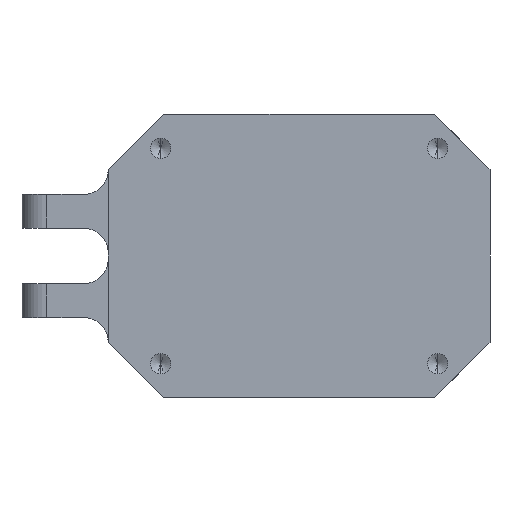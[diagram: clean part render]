
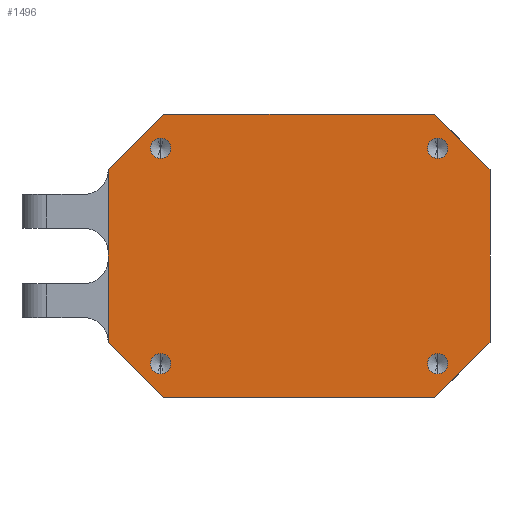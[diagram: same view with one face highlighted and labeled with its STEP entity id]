
A CAD part, front view. The second image highlights one B-rep face of the part: STEP entity #1496.
In plain terms, the highlighted planar face has unit normal (0, -1, 0).
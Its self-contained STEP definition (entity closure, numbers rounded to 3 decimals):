
#9 = ORIENTED_EDGE ( 'NONE', *, *, #939, .F. ) ;
#13 = CARTESIAN_POINT ( 'NONE',  ( -8.5, 0., -15.85 ) ) ;
#14 = ORIENTED_EDGE ( 'NONE', *, *, #522, .F. ) ;
#22 = EDGE_CURVE ( 'NONE', #491, #1497, #996, .T. ) ;
#29 = EDGE_CURVE ( 'NONE', #1029, #147, #587, .T. ) ;
#53 = CARTESIAN_POINT ( 'NONE',  ( -62., 0., -14. ) ) ;
#64 = EDGE_CURVE ( 'NONE', #1227, #1064, #114, .T. ) ;
#88 = EDGE_CURVE ( 'NONE', #706, #491, #1908, .T. ) ;
#90 = ORIENTED_EDGE ( 'NONE', *, *, #64, .T. ) ;
#100 = CARTESIAN_POINT ( 'NONE',  ( -8.5, 0., 17.5 ) ) ;
#114 = LINE ( 'NONE', #1199, #1079 ) ;
#138 = EDGE_CURVE ( 'NONE', #1064, #1555, #1267, .T. ) ;
#142 = CARTESIAN_POINT ( 'NONE',  ( -53.5, 0., -17.5 ) ) ;
#144 = EDGE_CURVE ( 'NONE', #323, #841, #1338, .T. ) ;
#147 = VERTEX_POINT ( 'NONE', #1022 ) ;
#187 = EDGE_LOOP ( 'NONE', ( #1152, #747 ) ) ;
#198 = CARTESIAN_POINT ( 'NONE',  ( -9., 0., 23. ) ) ;
#202 = VECTOR ( 'NONE', #1028, 1000. ) ;
#233 = CARTESIAN_POINT ( 'NONE',  ( 0., 0., -14. ) ) ;
#236 = AXIS2_PLACEMENT_3D ( 'NONE', #1217, #2012, #562 ) ;
#238 = ORIENTED_EDGE ( 'NONE', *, *, #88, .T. ) ;
#268 = AXIS2_PLACEMENT_3D ( 'NONE', #1542, #1387, #1237 ) ;
#277 = ORIENTED_EDGE ( 'NONE', *, *, #144, .F. ) ;
#287 = CARTESIAN_POINT ( 'NONE',  ( -8.5, 0., 17.5 ) ) ;
#306 = VERTEX_POINT ( 'NONE', #564 ) ;
#309 = CIRCLE ( 'NONE', #1014, 1.65 ) ;
#314 = DIRECTION ( 'NONE',  ( 0., 1., 0. ) ) ;
#319 = CARTESIAN_POINT ( 'NONE',  ( 0., 0., 14. ) ) ;
#323 = VERTEX_POINT ( 'NONE', #1978 ) ;
#349 = EDGE_CURVE ( 'NONE', #1564, #1555, #1839, .T. ) ;
#373 = CARTESIAN_POINT ( 'NONE',  ( 0., 0., 23. ) ) ;
#383 = DIRECTION ( 'NONE',  ( -0.707, 0., 0.707 ) ) ;
#399 = DIRECTION ( 'NONE',  ( 0., 0., -1. ) ) ;
#446 = DIRECTION ( 'NONE',  ( 0., 0., -1. ) ) ;
#450 = EDGE_LOOP ( 'NONE', ( #749, #1276 ) ) ;
#456 = FACE_BOUND ( 'NONE', #476, .T. ) ;
#461 = DIRECTION ( 'NONE',  ( 0., 0., -1. ) ) ;
#476 = EDGE_LOOP ( 'NONE', ( #14, #277 ) ) ;
#483 = VECTOR ( 'NONE', #1012, 1000. ) ;
#491 = VERTEX_POINT ( 'NONE', #2005 ) ;
#503 = CIRCLE ( 'NONE', #876, 1.65 ) ;
#514 = ORIENTED_EDGE ( 'NONE', *, *, #29, .F. ) ;
#522 = EDGE_CURVE ( 'NONE', #841, #323, #1247, .T. ) ;
#524 = CIRCLE ( 'NONE', #268, 1.65 ) ;
#540 = ORIENTED_EDGE ( 'NONE', *, *, #349, .F. ) ;
#550 = CARTESIAN_POINT ( 'NONE',  ( -9., 0., 23. ) ) ;
#554 = DIRECTION ( 'NONE',  ( 1., 0., 0. ) ) ;
#557 = ORIENTED_EDGE ( 'NONE', *, *, #1703, .F. ) ;
#562 = DIRECTION ( 'NONE',  ( 0., 0., -1. ) ) ;
#564 = CARTESIAN_POINT ( 'NONE',  ( -53.5, 0., -15.85 ) ) ;
#566 = AXIS2_PLACEMENT_3D ( 'NONE', #287, #1667, #1053 ) ;
#586 = CARTESIAN_POINT ( 'NONE',  ( 0., 0., 23. ) ) ;
#587 = CIRCLE ( 'NONE', #1689, 1.65 ) ;
#600 = ORIENTED_EDGE ( 'NONE', *, *, #22, .T. ) ;
#603 = CARTESIAN_POINT ( 'NONE',  ( -53.5, 0., -17.5 ) ) ;
#614 = EDGE_CURVE ( 'NONE', #1748, #1376, #503, .T. ) ;
#652 = VECTOR ( 'NONE', #1865, 1000. ) ;
#681 = VECTOR ( 'NONE', #1521, 1000. ) ;
#706 = VERTEX_POINT ( 'NONE', #1952 ) ;
#710 = DIRECTION ( 'NONE',  ( 0., -1., 0. ) ) ;
#732 = EDGE_CURVE ( 'NONE', #1564, #1425, #1190, .T. ) ;
#747 = ORIENTED_EDGE ( 'NONE', *, *, #1127, .F. ) ;
#749 = ORIENTED_EDGE ( 'NONE', *, *, #1129, .F. ) ;
#803 = CARTESIAN_POINT ( 'NONE',  ( -53., 0., 23. ) ) ;
#833 = DIRECTION ( 'NONE',  ( 0., 0., -1. ) ) ;
#841 = VERTEX_POINT ( 'NONE', #1541 ) ;
#873 = VECTOR ( 'NONE', #383, 1000. ) ;
#876 = AXIS2_PLACEMENT_3D ( 'NONE', #1310, #1296, #833 ) ;
#892 = EDGE_LOOP ( 'NONE', ( #600, #1671, #90, #1350, #540, #1706, #9, #238 ) ) ;
#939 = EDGE_CURVE ( 'NONE', #706, #1425, #1580, .T. ) ;
#988 = FACE_BOUND ( 'NONE', #187, .T. ) ;
#996 = LINE ( 'NONE', #1215, #681 ) ;
#1012 = DIRECTION ( 'NONE',  ( -0.707, 0., -0.707 ) ) ;
#1014 = AXIS2_PLACEMENT_3D ( 'NONE', #603, #1704, #446 ) ;
#1022 = CARTESIAN_POINT ( 'NONE',  ( -8.5, 0., 15.85 ) ) ;
#1028 = DIRECTION ( 'NONE',  ( 0.707, 0., 0.707 ) ) ;
#1029 = VERTEX_POINT ( 'NONE', #1059 ) ;
#1047 = DIRECTION ( 'NONE',  ( 1., 0., 0. ) ) ;
#1053 = DIRECTION ( 'NONE',  ( 0., 0., -1. ) ) ;
#1059 = CARTESIAN_POINT ( 'NONE',  ( -8.5, 0., 19.15 ) ) ;
#1064 = VERTEX_POINT ( 'NONE', #1658 ) ;
#1067 = EDGE_CURVE ( 'NONE', #1497, #1227, #1162, .T. ) ;
#1079 = VECTOR ( 'NONE', #1047, 1000. ) ;
#1127 = EDGE_CURVE ( 'NONE', #1376, #1748, #524, .T. ) ;
#1129 = EDGE_CURVE ( 'NONE', #1912, #306, #309, .T. ) ;
#1136 = CIRCLE ( 'NONE', #566, 1.65 ) ;
#1152 = ORIENTED_EDGE ( 'NONE', *, *, #614, .F. ) ;
#1158 = PLANE ( 'NONE',  #1879 ) ;
#1161 = FACE_BOUND ( 'NONE', #1928, .T. ) ;
#1162 = LINE ( 'NONE', #1508, #652 ) ;
#1190 = LINE ( 'NONE', #550, #873 ) ;
#1199 = CARTESIAN_POINT ( 'NONE',  ( 0., 0., -23. ) ) ;
#1215 = CARTESIAN_POINT ( 'NONE',  ( -62., 0., 23. ) ) ;
#1217 = CARTESIAN_POINT ( 'NONE',  ( -53.5, 0., 17.5 ) ) ;
#1227 = VERTEX_POINT ( 'NONE', #1315 ) ;
#1237 = DIRECTION ( 'NONE',  ( 0., 0., -1. ) ) ;
#1247 = CIRCLE ( 'NONE', #236, 1.65 ) ;
#1267 = LINE ( 'NONE', #233, #202 ) ;
#1276 = ORIENTED_EDGE ( 'NONE', *, *, #1607, .F. ) ;
#1282 = FACE_OUTER_BOUND ( 'NONE', #892, .T. ) ;
#1296 = DIRECTION ( 'NONE',  ( 0., -1., 0. ) ) ;
#1310 = CARTESIAN_POINT ( 'NONE',  ( -8.5, 0., -17.5 ) ) ;
#1315 = CARTESIAN_POINT ( 'NONE',  ( -53., 0., -23. ) ) ;
#1338 = CIRCLE ( 'NONE', #1572, 1.65 ) ;
#1350 = ORIENTED_EDGE ( 'NONE', *, *, #138, .T. ) ;
#1373 = CARTESIAN_POINT ( 'NONE',  ( -8.5, 0., -19.15 ) ) ;
#1376 = VERTEX_POINT ( 'NONE', #13 ) ;
#1387 = DIRECTION ( 'NONE',  ( 0., -1., 0. ) ) ;
#1390 = VECTOR ( 'NONE', #554, 1000. ) ;
#1395 = DIRECTION ( 'NONE',  ( -1., 0., 0. ) ) ;
#1412 = VECTOR ( 'NONE', #399, 1000. ) ;
#1425 = VERTEX_POINT ( 'NONE', #198 ) ;
#1454 = CARTESIAN_POINT ( 'NONE',  ( -53.5, 0., -19.15 ) ) ;
#1496 = ADVANCED_FACE ( 'NONE', ( #456, #1716, #988, #1161, #1282 ), #1158, .F. ) ;
#1497 = VERTEX_POINT ( 'NONE', #53 ) ;
#1508 = CARTESIAN_POINT ( 'NONE',  ( -62., 0., -14. ) ) ;
#1518 = CARTESIAN_POINT ( 'NONE',  ( 0., 0., 23. ) ) ;
#1521 = DIRECTION ( 'NONE',  ( 0., 0., -1. ) ) ;
#1541 = CARTESIAN_POINT ( 'NONE',  ( -53.5, 0., 15.85 ) ) ;
#1542 = CARTESIAN_POINT ( 'NONE',  ( -8.5, 0., -17.5 ) ) ;
#1555 = VERTEX_POINT ( 'NONE', #1884 ) ;
#1564 = VERTEX_POINT ( 'NONE', #319 ) ;
#1572 = AXIS2_PLACEMENT_3D ( 'NONE', #1641, #710, #1804 ) ;
#1580 = LINE ( 'NONE', #586, #1390 ) ;
#1607 = EDGE_CURVE ( 'NONE', #306, #1912, #1966, .T. ) ;
#1641 = CARTESIAN_POINT ( 'NONE',  ( -53.5, 0., 17.5 ) ) ;
#1658 = CARTESIAN_POINT ( 'NONE',  ( -9., 0., -23. ) ) ;
#1667 = DIRECTION ( 'NONE',  ( 0., -1., 0. ) ) ;
#1671 = ORIENTED_EDGE ( 'NONE', *, *, #1067, .T. ) ;
#1689 = AXIS2_PLACEMENT_3D ( 'NONE', #100, #2002, #1833 ) ;
#1703 = EDGE_CURVE ( 'NONE', #147, #1029, #1136, .T. ) ;
#1704 = DIRECTION ( 'NONE',  ( 0., -1., 0. ) ) ;
#1706 = ORIENTED_EDGE ( 'NONE', *, *, #732, .T. ) ;
#1716 = FACE_BOUND ( 'NONE', #450, .T. ) ;
#1748 = VERTEX_POINT ( 'NONE', #1373 ) ;
#1804 = DIRECTION ( 'NONE',  ( 0., 0., -1. ) ) ;
#1833 = DIRECTION ( 'NONE',  ( 0., 0., -1. ) ) ;
#1839 = LINE ( 'NONE', #1518, #1412 ) ;
#1865 = DIRECTION ( 'NONE',  ( 0.707, 0., -0.707 ) ) ;
#1879 = AXIS2_PLACEMENT_3D ( 'NONE', #373, #314, #1395 ) ;
#1884 = CARTESIAN_POINT ( 'NONE',  ( 0., 0., -14. ) ) ;
#1902 = AXIS2_PLACEMENT_3D ( 'NONE', #142, #2036, #461 ) ;
#1908 = LINE ( 'NONE', #803, #483 ) ;
#1912 = VERTEX_POINT ( 'NONE', #1454 ) ;
#1928 = EDGE_LOOP ( 'NONE', ( #557, #514 ) ) ;
#1952 = CARTESIAN_POINT ( 'NONE',  ( -53., 0., 23. ) ) ;
#1966 = CIRCLE ( 'NONE', #1902, 1.65 ) ;
#1978 = CARTESIAN_POINT ( 'NONE',  ( -53.5, 0., 19.15 ) ) ;
#2002 = DIRECTION ( 'NONE',  ( 0., -1., 0. ) ) ;
#2005 = CARTESIAN_POINT ( 'NONE',  ( -62., 0., 14. ) ) ;
#2012 = DIRECTION ( 'NONE',  ( 0., -1., 0. ) ) ;
#2036 = DIRECTION ( 'NONE',  ( 0., -1., 0. ) ) ;
